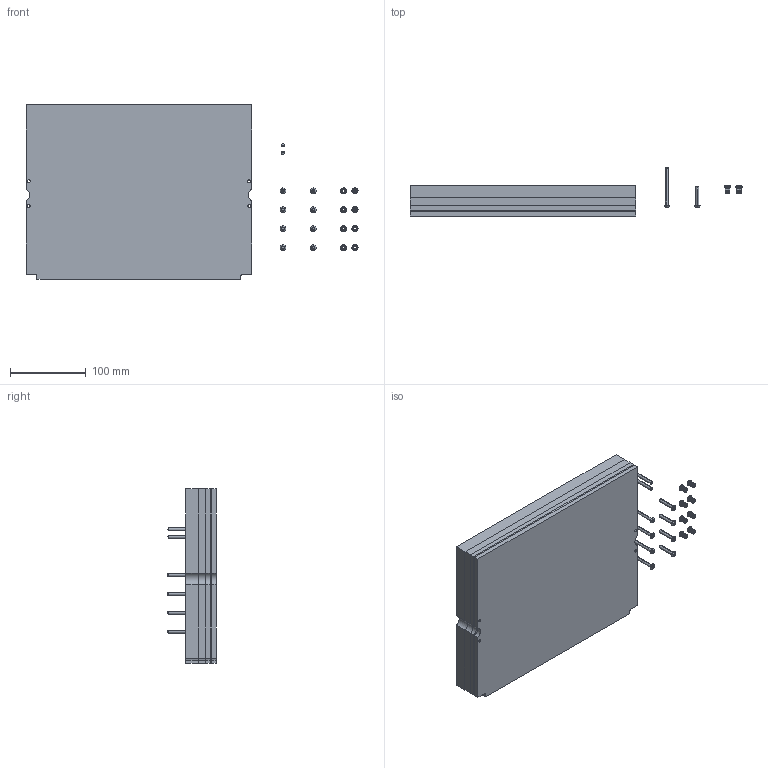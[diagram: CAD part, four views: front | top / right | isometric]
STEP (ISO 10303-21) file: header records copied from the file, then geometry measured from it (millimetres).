
FILE_DESCRIPTION (( 'STEP AP214' ), '1' );
FILE_NAME ('INGUN_113151.STEP', '2022-01-19T08:00:51', ( '' ), ( '' ), 'SwSTEP 2.0', 'SolidWorks 2018', '' );
FILE_SCHEMA (( 'AUTOMOTIVE_DESIGN' ));
Length unit declared in the file: millimetre
Products named in the file (11): 113146~0; INGUN_113151; 113285~0_S; DIN6325~n_04,0m6x050; 113145~0; ISO7380~n_M04,0x025; 113148~0; 113149~0; ISO7380~n_M04,0x050; 113147~0; Gewindebuchse~n_M04-09,5 offen
Assembly tree (24 placements, depth 3):
  INGUN_113151
    113145~0
    113146~0
    113147~0
    113149~0
    113148~0
    113285~0_S
      ISO7380~n_M04,0x050  x4
      ISO7380~n_M04,0x025  x4
      Gewindebuchse~n_M04-09,5 offen  x8
      DIN6325~n_04,0m6x050  x2
Bounding box: 438 x 64 x 230 mm (x, y, z)
Volume: 2734951.5 mm3; surface area: 735877.1 mm2
Topology: 23 solids, 23 shells, 1466 faces, 3422 edges, 2260 vertices
Faces by surface type: plane 1110, cylinder 280, torus 48, cone 20, sphere 8
Entity records: 10347 total; most frequent: DIRECTION 1821, CARTESIAN_POINT 1683, ORIENTED_EDGE 1602, EDGE_CURVE 801, AXIS2_PLACEMENT_3D 668, VERTEX_POINT 530, LINE 485, VECTOR 485
